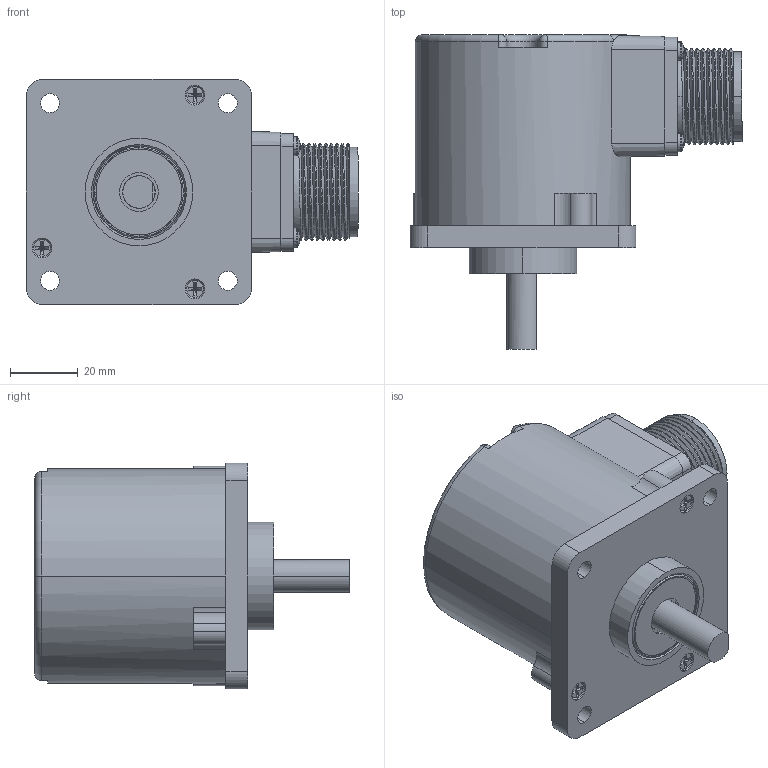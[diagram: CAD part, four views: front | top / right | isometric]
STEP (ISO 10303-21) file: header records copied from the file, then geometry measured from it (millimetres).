
FILE_DESCRIPTION (( 'STEP AP203' ), '1' );
FILE_NAME ('H25D-SM18.STEP', '2020-11-23T17:27:56', ( '' ), ( '' ), 'SwSTEP 2.0', 'SolidWorks 2018', '' );
FILE_SCHEMA (( 'CONFIG_CONTROL_DESIGN' ));
Length unit declared in the file: inch
Products named in the file (18): 14008_shaft; 39079_bearing; seal washer; h20 seal oring; h25 base_H25D Front mount screws; h20-v-ring; pan cross head_ai_CR-PHMS 0.112-40x0.375x0.375-N; sealcup; H25 Cover no top screws_23217-1821-SS-BAR; H25_spindle; flat head screw_ai_CR-FHMS 0.112-40x0.375x0.375-N; h20-seal; 12001-R02; 15020-001; H25D-SM18; 17xxx-H25; M18 connector; basic external retaining ring_ai_B27.1 - NA1-37
Assembly tree (23 placements, depth 3):
  H25D-SM18
    h25 base_H25D Front mount screws
    H25 Cover no top screws_23217-1821-SS-BAR
    M18 connector
    pan cross head_ai_CR-PHMS 0.112-40x0.375x0.375-N  x4
    flat head screw_ai_CR-FHMS 0.112-40x0.375x0.375-N  x3
    H25_spindle
      12001-R02
      39079_bearing  x2
      14008_shaft
      15020-001
      basic external retaining ring_ai_B27.1 - NA1-37
    17xxx-H25
    h20-seal
      sealcup
      seal washer
      h20-v-ring
      h20 seal oring
Bounding box: 97.98 x 92.84 x 66.67 mm (x, y, z)
Volume: 116969.2 mm3; surface area: 76760.5 mm2
Topology: 21 solids, 23 shells, 862 faces, 2013 edges, 1242 vertices
Faces by surface type: cylinder 325, plane 324, cone 111, torus 71, bspline 19, sphere 12
Entity records: 24636 total; most frequent: CARTESIAN_POINT 5792, DIRECTION 3766, ORIENTED_EDGE 3330, EDGE_CURVE 1665, AXIS2_PLACEMENT_3D 1545, VERTEX_POINT 1056, EDGE_LOOP 837, CIRCLE 821
